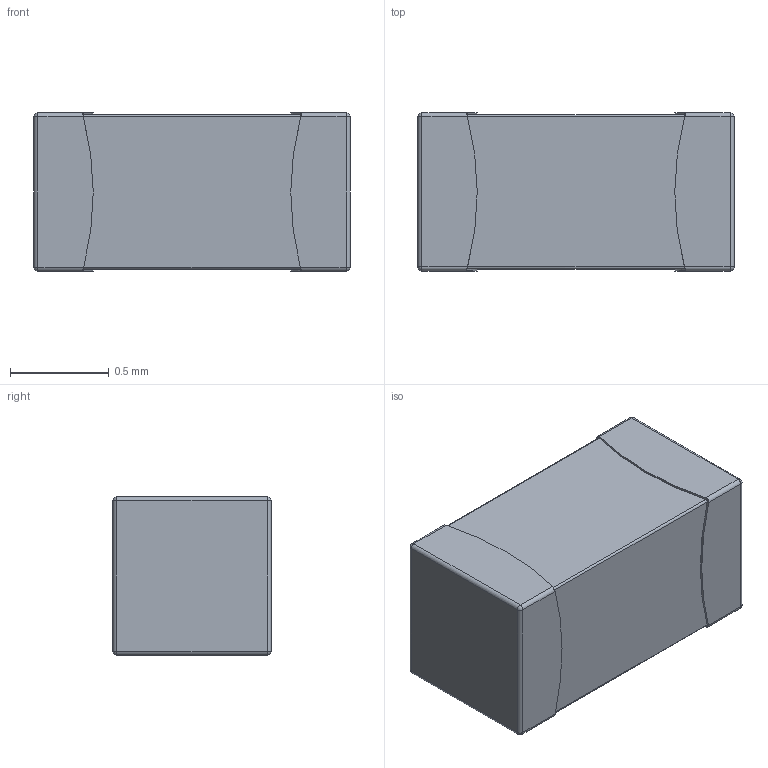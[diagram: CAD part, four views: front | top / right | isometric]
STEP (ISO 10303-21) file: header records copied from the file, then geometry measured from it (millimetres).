
FILE_DESCRIPTION (( 'STEP AP214' ), '1' );
FILE_NAME ('C0603_3D.step', '2023-05-10T05:09:49', ( 'Windows User' ), ( 'P R C' ), 'SwSTEP 2.0', 'SolidWorks 2020', '' );
FILE_SCHEMA (( 'AUTOMOTIVE_DESIGN' ));
Length unit declared in the file: millimetre
Products named in the file (1): C0603_3D
Bounding box: 1.6 x 0.8 x 0.8 mm (x, y, z)
Volume: 1 mm3; surface area: 6.3 mm2
Topology: 1 solids, 1 shells, 66 faces, 184 edges, 112 vertices
Faces by surface type: cylinder 36, plane 22, sphere 8
Entity records: 2952 total; most frequent: CARTESIAN_POINT 643, ORIENTED_EDGE 352, DIRECTION 302, EDGE_CURVE 176, AXIS2_PLACEMENT_3D 115, VERTEX_POINT 112, VECTOR 72, LINE 72
